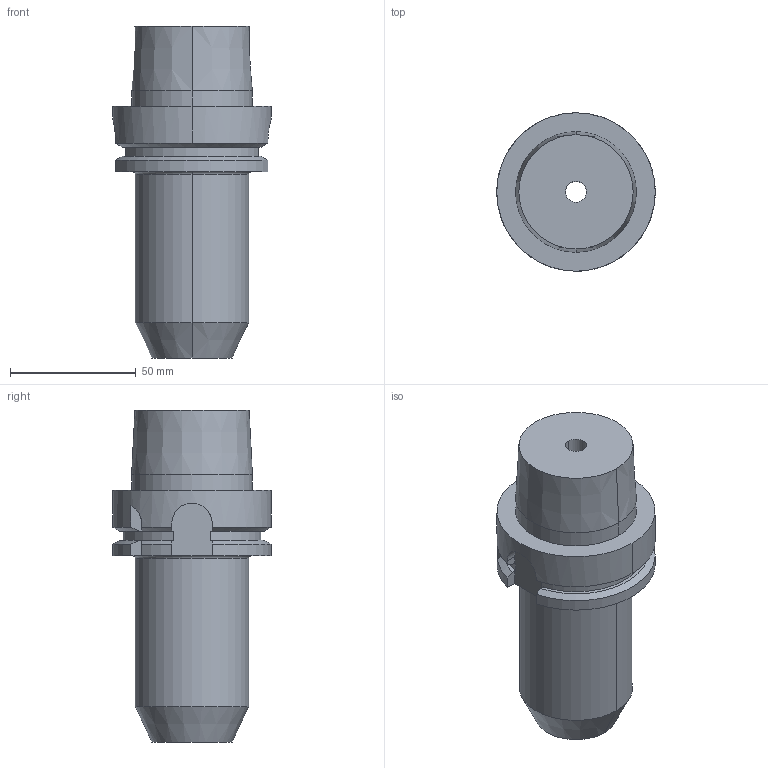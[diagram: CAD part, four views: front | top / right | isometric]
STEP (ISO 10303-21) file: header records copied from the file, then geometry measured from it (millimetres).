
FILE_DESCRIPTION((''),'2;1');
FILE_NAME('84704614','2019-02-28T14:30:42',('piechottad'),(''),'CREO PARAMETRIC BY PTC INC, 2018400','CREO PARAMETRIC BY PTC INC, 2018400','');
FILE_SCHEMA(('AUTOMOTIVE_DESIGN { 1 0 10303 214 1 1 1 1 }'));
Length unit declared in the file: millimetre
Products named in the file (1): 84704614
Bounding box: 63 x 63 x 132 mm (x, y, z)
Volume: 227826.5 mm3; surface area: 31050.1 mm2
Topology: 1 solids, 1 shells, 53 faces, 138 edges, 90 vertices
Faces by surface type: plane 23, cylinder 18, cone 10, torus 2
Entity records: 2571 total; most frequent: CARTESIAN_POINT 403, DIRECTION 318, ORIENTED_EDGE 276, PRESENTATION_STYLE_ASSIGNMENT 161, STYLED_ITEM 161, CURVE_STYLE 160, EDGE_CURVE 138, AXIS2_PLACEMENT_3D 119
